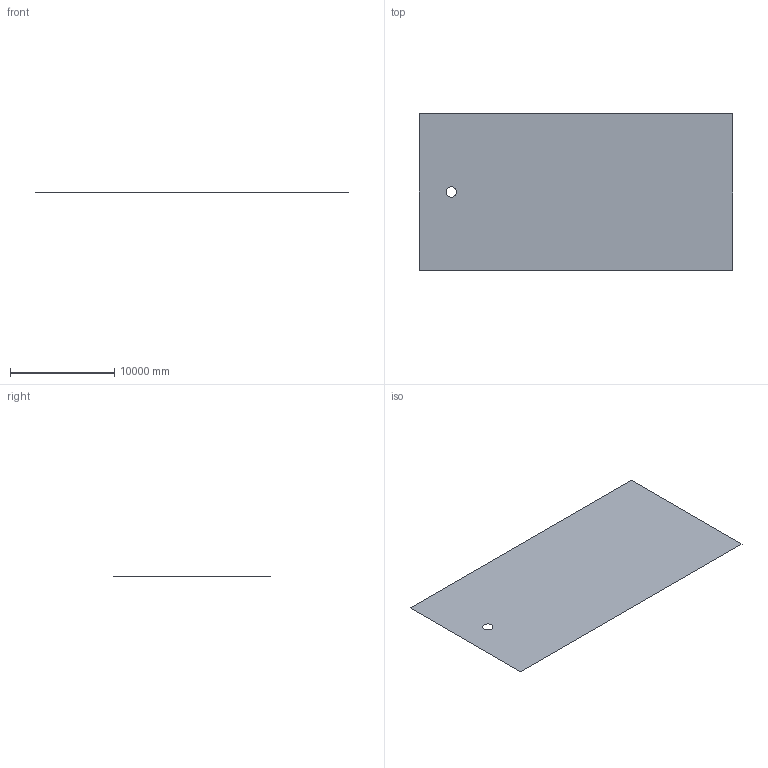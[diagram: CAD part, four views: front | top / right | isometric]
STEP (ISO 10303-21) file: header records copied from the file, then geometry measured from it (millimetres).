
FILE_DESCRIPTION( ( 'STEP Version 203' ), '1' );
FILE_NAME( 'geometry.stp', '01/27/26 12:01:07', ( 'mabdulra' ), ( ' ' ), 'PSStep 21.0.47', 'DesignModeler STEP Output', ' ' );
FILE_SCHEMA( ( 'CONFIG_CONTROL_DESIGN' ) );
Length unit declared in the file: metre
Products named in the file (1): 1
Bounding box: 30000 x 15000 x 0 mm (x, y, z)
Surface area: 449214601.8 mm2 (no closed solid volume)
Topology: 0 solids, 1 shells, 1 faces, 5 edges, 5 vertices
Faces by surface type: plane 1
Entity records: 103 total; most frequent: CARTESIAN_POINT 12, DIRECTION 10, CC_DESIGN_PERSON_AND_ORGANIZATION_ASSIGNMENT 5, ORIENTED_EDGE 5, EDGE_CURVE 5, VERTEX_POINT 5, PERSON_AND_ORGANIZATION_ROLE 4, LINE 4
